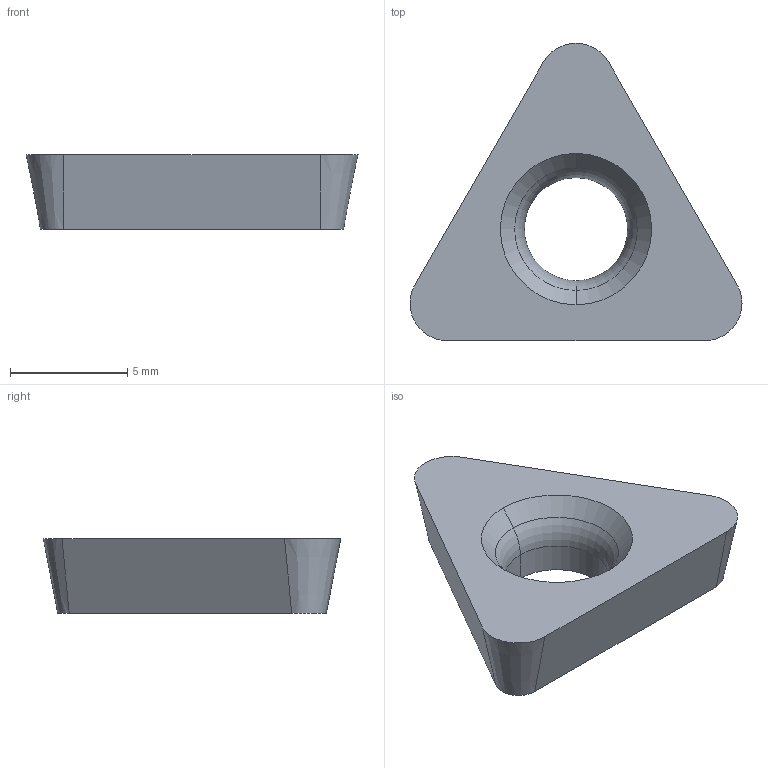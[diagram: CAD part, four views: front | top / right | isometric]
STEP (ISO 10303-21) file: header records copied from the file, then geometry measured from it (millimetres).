
FILE_DESCRIPTION((''),'2;1');
FILE_NAME('TP160316N','2024-09-24T16:27:06',('tlyaf015'),('PTC Japan'),'CREO PARAMETRIC BY PTC INC, 2021424','CREO PARAMETRIC BY PTC INC, 2021424','');
FILE_SCHEMA(('AUTOMOTIVE_DESIGN { 1 0 10303 214 1 1 1 1 }'));
Length unit declared in the file: millimetre
Products named in the file (1): TP160316N
Bounding box: 14.16 x 12.69 x 3.18 mm (x, y, z)
Volume: 257.7 mm3; surface area: 338.5 mm2
Topology: 1 solids, 1 shells, 14 faces, 42 edges, 30 vertices
Faces by surface type: plane 5, cone 5, cylinder 2, torus 2
Entity records: 715 total; most frequent: DIRECTION 99, CARTESIAN_POINT 85, ORIENTED_EDGE 72, PRESENTATION_STYLE_ASSIGNMENT 45, STYLED_ITEM 45, CURVE_STYLE 44, AXIS2_PLACEMENT_3D 40, EDGE_CURVE 36
